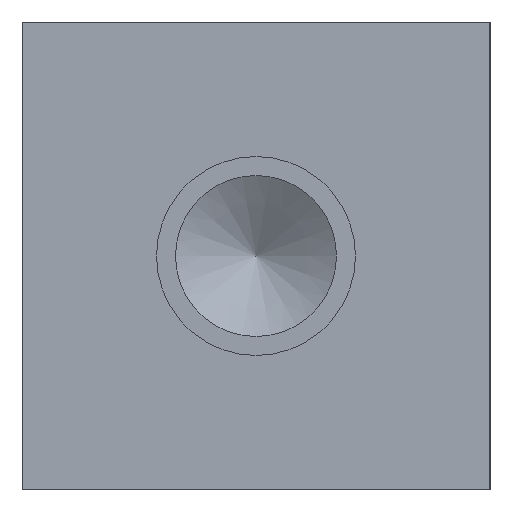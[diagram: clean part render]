
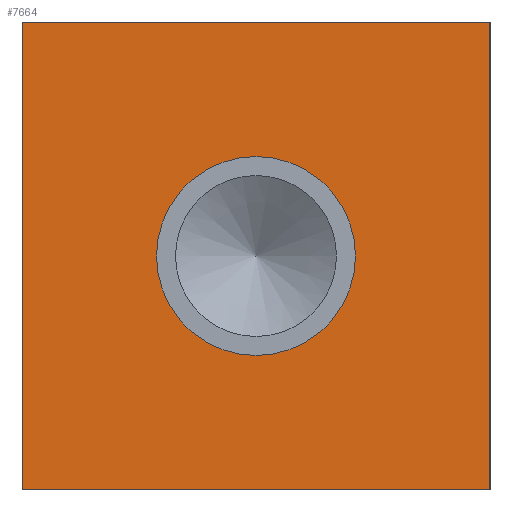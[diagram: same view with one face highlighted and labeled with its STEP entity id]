
A CAD part, left-side view. The second image highlights one B-rep face of the part: STEP entity #7664.
In plain terms, the highlighted planar face has unit normal (-1, 0, 0).
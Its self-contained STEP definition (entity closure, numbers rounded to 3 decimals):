
#194=CIRCLE('',#8074,10.795);
#195=CIRCLE('',#8075,10.795);
#249=FACE_BOUND('',#1315,.T.);
#477=PLANE('',#8077);
#869=FACE_OUTER_BOUND('',#1314,.T.);
#1314=EDGE_LOOP('',(#6798,#6799,#6800,#6801));
#1315=EDGE_LOOP('',(#6802,#6803));
#1585=LINE('',#12001,#2273);
#2017=LINE('',#13300,#2705);
#2018=LINE('',#13301,#2706);
#2019=LINE('',#13302,#2707);
#2273=VECTOR('',#8443,10.);
#2705=VECTOR('',#9553,10.);
#2706=VECTOR('',#9554,10.);
#2707=VECTOR('',#9555,10.);
#3269=VERTEX_POINT('',#11994);
#3272=VERTEX_POINT('',#11999);
#3669=VERTEX_POINT('',#13290);
#3670=VERTEX_POINT('',#13291);
#3671=VERTEX_POINT('',#13298);
#3672=VERTEX_POINT('',#13299);
#4149=EDGE_CURVE('',#3272,#3269,#1585,.T.);
#4721=EDGE_CURVE('',#3669,#3670,#194,.T.);
#4722=EDGE_CURVE('',#3670,#3669,#195,.T.);
#4725=EDGE_CURVE('',#3671,#3672,#2017,.T.);
#4726=EDGE_CURVE('',#3672,#3269,#2018,.T.);
#4727=EDGE_CURVE('',#3671,#3272,#2019,.T.);
#6798=ORIENTED_EDGE('',*,*,#4725,.T.);
#6799=ORIENTED_EDGE('',*,*,#4726,.T.);
#6800=ORIENTED_EDGE('',*,*,#4149,.F.);
#6801=ORIENTED_EDGE('',*,*,#4727,.F.);
#6802=ORIENTED_EDGE('',*,*,#4721,.T.);
#6803=ORIENTED_EDGE('',*,*,#4722,.T.);
#7664=ADVANCED_FACE('',(#869,#249),#477,.T.);
#8074=AXIS2_PLACEMENT_3D('',#13292,#9543,#9544);
#8075=AXIS2_PLACEMENT_3D('',#13293,#9545,#9546);
#8077=AXIS2_PLACEMENT_3D('',#13297,#9551,#9552);
#8443=DIRECTION('',(0.,-1.,0.));
#9543=DIRECTION('center_axis',(1.,0.,0.));
#9544=DIRECTION('ref_axis',(0.,1.,0.));
#9545=DIRECTION('center_axis',(1.,0.,0.));
#9546=DIRECTION('ref_axis',(0.,1.,0.));
#9551=DIRECTION('center_axis',(-1.,0.,0.));
#9552=DIRECTION('ref_axis',(0.,-1.,0.));
#9553=DIRECTION('',(0.,-1.,0.));
#9554=DIRECTION('',(0.,0.,1.));
#9555=DIRECTION('',(0.,0.,1.));
#11994=CARTESIAN_POINT('',(0.,0.,50.8));
#11999=CARTESIAN_POINT('',(0.,50.8,50.8));
#12001=CARTESIAN_POINT('',(0.,50.8,50.8));
#13290=CARTESIAN_POINT('',(0.,36.195,25.4));
#13291=CARTESIAN_POINT('',(0.,14.605,25.4));
#13292=CARTESIAN_POINT('Origin',(0.,25.4,25.4));
#13293=CARTESIAN_POINT('Origin',(0.,25.4,25.4));
#13297=CARTESIAN_POINT('Origin',(0.,50.8,0.));
#13298=CARTESIAN_POINT('',(0.,50.8,0.));
#13299=CARTESIAN_POINT('',(0.,0.,0.));
#13300=CARTESIAN_POINT('',(0.,50.8,0.));
#13301=CARTESIAN_POINT('',(0.,0.,0.));
#13302=CARTESIAN_POINT('',(0.,50.8,0.));
